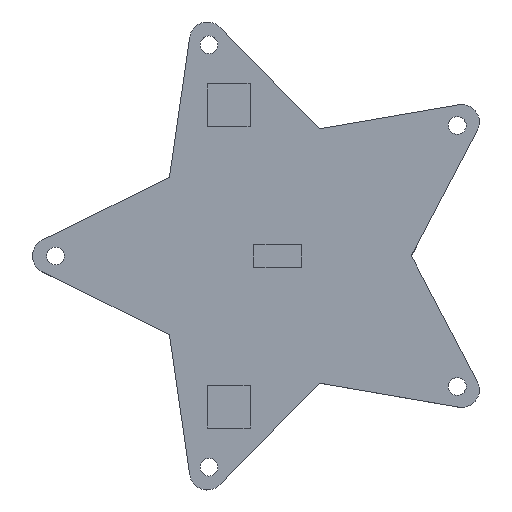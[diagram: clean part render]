
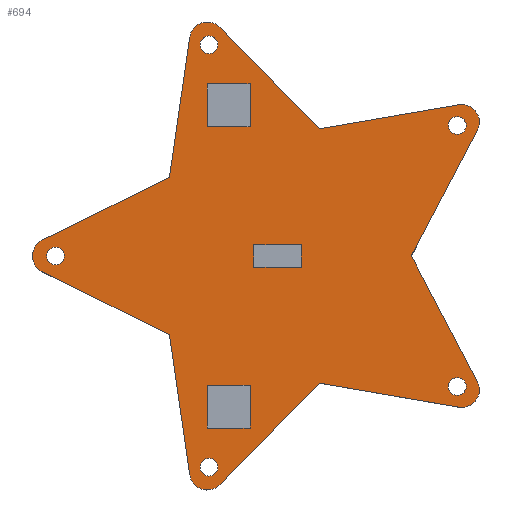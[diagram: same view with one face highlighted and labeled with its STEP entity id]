
A CAD part, top view. The second image highlights one B-rep face of the part: STEP entity #694.
In plain terms, the highlighted planar face has unit normal (0, 0, 1).
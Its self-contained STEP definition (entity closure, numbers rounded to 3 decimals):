
#40=FACE_BOUND('',#137,.T.);
#41=FACE_BOUND('',#138,.T.);
#42=FACE_BOUND('',#139,.T.);
#43=FACE_BOUND('',#140,.T.);
#44=FACE_BOUND('',#141,.T.);
#45=FACE_BOUND('',#142,.T.);
#46=FACE_BOUND('',#143,.T.);
#64=PLANE('',#794);
#100=FACE_OUTER_BOUND('',#136,.T.);
#136=EDGE_LOOP('',(#558,#559,#560,#561,#562,#563,#564,#565,#566,#567,#568,
#569,#570,#571,#572));
#137=EDGE_LOOP('',(#573));
#138=EDGE_LOOP('',(#574));
#139=EDGE_LOOP('',(#575));
#140=EDGE_LOOP('',(#576));
#141=EDGE_LOOP('',(#577));
#142=EDGE_LOOP('',(#578));
#143=EDGE_LOOP('',(#579));
#174=LINE('',#1079,#240);
#177=LINE('',#1085,#243);
#181=LINE('',#1097,#247);
#184=LINE('',#1103,#250);
#188=LINE('',#1115,#254);
#191=LINE('',#1121,#257);
#195=LINE('',#1133,#261);
#198=LINE('',#1139,#264);
#202=LINE('',#1151,#268);
#205=LINE('',#1155,#271);
#240=VECTOR('',#881,10.);
#243=VECTOR('',#886,10.);
#247=VECTOR('',#898,10.);
#250=VECTOR('',#903,10.);
#254=VECTOR('',#915,10.);
#257=VECTOR('',#920,10.);
#261=VECTOR('',#932,10.);
#264=VECTOR('',#937,10.);
#268=VECTOR('',#949,10.);
#271=VECTOR('',#954,10.);
#297=CIRCLE('',#750,1.2);
#299=CIRCLE('',#753,0.5);
#301=CIRCLE('',#756,0.5);
#303=CIRCLE('',#759,0.5);
#305=CIRCLE('',#762,0.5);
#307=CIRCLE('',#765,0.5);
#309=CIRCLE('',#768,1.2);
#311=CIRCLE('',#771,1.);
#313=CIRCLE('',#776,1.);
#315=CIRCLE('',#781,1.);
#317=CIRCLE('',#786,1.);
#319=CIRCLE('',#791,1.);
#321=VERTEX_POINT('',#1027);
#323=VERTEX_POINT('',#1033);
#325=VERTEX_POINT('',#1039);
#327=VERTEX_POINT('',#1045);
#329=VERTEX_POINT('',#1051);
#331=VERTEX_POINT('',#1057);
#333=VERTEX_POINT('',#1063);
#336=VERTEX_POINT('',#1070);
#337=VERTEX_POINT('',#1072);
#339=VERTEX_POINT('',#1078);
#341=VERTEX_POINT('',#1084);
#343=VERTEX_POINT('',#1090);
#345=VERTEX_POINT('',#1096);
#347=VERTEX_POINT('',#1102);
#349=VERTEX_POINT('',#1108);
#351=VERTEX_POINT('',#1114);
#353=VERTEX_POINT('',#1120);
#355=VERTEX_POINT('',#1126);
#357=VERTEX_POINT('',#1132);
#359=VERTEX_POINT('',#1138);
#361=VERTEX_POINT('',#1144);
#363=VERTEX_POINT('',#1150);
#382=EDGE_CURVE('',#321,#321,#297,.T.);
#385=EDGE_CURVE('',#323,#323,#299,.T.);
#388=EDGE_CURVE('',#325,#325,#301,.T.);
#391=EDGE_CURVE('',#327,#327,#303,.T.);
#394=EDGE_CURVE('',#329,#329,#305,.T.);
#397=EDGE_CURVE('',#331,#331,#307,.T.);
#400=EDGE_CURVE('',#333,#333,#309,.T.);
#403=EDGE_CURVE('',#337,#336,#311,.T.);
#406=EDGE_CURVE('',#339,#337,#174,.T.);
#409=EDGE_CURVE('',#341,#339,#177,.T.);
#412=EDGE_CURVE('',#343,#341,#313,.T.);
#415=EDGE_CURVE('',#345,#343,#181,.T.);
#418=EDGE_CURVE('',#347,#345,#184,.T.);
#421=EDGE_CURVE('',#349,#347,#315,.T.);
#424=EDGE_CURVE('',#351,#349,#188,.T.);
#427=EDGE_CURVE('',#353,#351,#191,.T.);
#430=EDGE_CURVE('',#355,#353,#317,.T.);
#433=EDGE_CURVE('',#357,#355,#195,.T.);
#436=EDGE_CURVE('',#359,#357,#198,.T.);
#439=EDGE_CURVE('',#361,#359,#319,.T.);
#442=EDGE_CURVE('',#363,#361,#202,.T.);
#445=EDGE_CURVE('',#336,#363,#205,.T.);
#558=ORIENTED_EDGE('',*,*,#445,.T.);
#559=ORIENTED_EDGE('',*,*,#442,.T.);
#560=ORIENTED_EDGE('',*,*,#439,.T.);
#561=ORIENTED_EDGE('',*,*,#436,.T.);
#562=ORIENTED_EDGE('',*,*,#433,.T.);
#563=ORIENTED_EDGE('',*,*,#430,.T.);
#564=ORIENTED_EDGE('',*,*,#427,.T.);
#565=ORIENTED_EDGE('',*,*,#424,.T.);
#566=ORIENTED_EDGE('',*,*,#421,.T.);
#567=ORIENTED_EDGE('',*,*,#418,.T.);
#568=ORIENTED_EDGE('',*,*,#415,.T.);
#569=ORIENTED_EDGE('',*,*,#412,.T.);
#570=ORIENTED_EDGE('',*,*,#409,.T.);
#571=ORIENTED_EDGE('',*,*,#406,.T.);
#572=ORIENTED_EDGE('',*,*,#403,.T.);
#573=ORIENTED_EDGE('',*,*,#382,.T.);
#574=ORIENTED_EDGE('',*,*,#385,.T.);
#575=ORIENTED_EDGE('',*,*,#388,.T.);
#576=ORIENTED_EDGE('',*,*,#391,.T.);
#577=ORIENTED_EDGE('',*,*,#394,.T.);
#578=ORIENTED_EDGE('',*,*,#397,.T.);
#579=ORIENTED_EDGE('',*,*,#400,.T.);
#694=ADVANCED_FACE('',(#100,#40,#41,#42,#43,#44,#45,#46),#64,.T.);
#750=AXIS2_PLACEMENT_3D('',#1029,#826,#827);
#753=AXIS2_PLACEMENT_3D('',#1035,#833,#834);
#756=AXIS2_PLACEMENT_3D('',#1041,#840,#841);
#759=AXIS2_PLACEMENT_3D('',#1047,#847,#848);
#762=AXIS2_PLACEMENT_3D('',#1053,#854,#855);
#765=AXIS2_PLACEMENT_3D('',#1059,#861,#862);
#768=AXIS2_PLACEMENT_3D('',#1065,#868,#869);
#771=AXIS2_PLACEMENT_3D('',#1073,#875,#876);
#776=AXIS2_PLACEMENT_3D('',#1091,#892,#893);
#781=AXIS2_PLACEMENT_3D('',#1109,#909,#910);
#786=AXIS2_PLACEMENT_3D('',#1127,#926,#927);
#791=AXIS2_PLACEMENT_3D('',#1145,#943,#944);
#794=AXIS2_PLACEMENT_3D('',#1156,#955,#956);
#826=DIRECTION('center_axis',(0.,0.,-1.));
#827=DIRECTION('ref_axis',(1.,0.,0.));
#833=DIRECTION('center_axis',(0.,0.,-1.));
#834=DIRECTION('ref_axis',(1.,0.,0.));
#840=DIRECTION('center_axis',(0.,0.,-1.));
#841=DIRECTION('ref_axis',(1.,0.,0.));
#847=DIRECTION('center_axis',(0.,0.,-1.));
#848=DIRECTION('ref_axis',(1.,0.,0.));
#854=DIRECTION('center_axis',(0.,0.,-1.));
#855=DIRECTION('ref_axis',(1.,0.,0.));
#861=DIRECTION('center_axis',(0.,0.,-1.));
#862=DIRECTION('ref_axis',(1.,0.,0.));
#868=DIRECTION('center_axis',(0.,0.,-1.));
#869=DIRECTION('ref_axis',(1.,0.,0.));
#875=DIRECTION('center_axis',(0.,0.,1.));
#876=DIRECTION('ref_axis',(-0.17,-0.985,0.));
#881=DIRECTION('',(0.986,-0.17,0.));
#886=DIRECTION('',(0.698,0.716,0.));
#892=DIRECTION('center_axis',(0.,0.,1.));
#893=DIRECTION('ref_axis',(-0.99,-0.143,0.));
#898=DIRECTION('',(0.144,-0.99,0.));
#903=DIRECTION('',(0.897,-0.443,0.));
#909=DIRECTION('center_axis',(0.,0.,1.));
#910=DIRECTION('ref_axis',(-0.443,0.897,0.));
#915=DIRECTION('',(-0.897,-0.443,0.));
#920=DIRECTION('',(-0.144,-0.99,0.));
#926=DIRECTION('center_axis',(0.,0.,1.));
#927=DIRECTION('ref_axis',(0.716,0.698,0.));
#932=DIRECTION('',(-0.698,0.716,0.));
#937=DIRECTION('',(-0.986,-0.17,0.));
#943=DIRECTION('center_axis',(0.,0.,1.));
#944=DIRECTION('ref_axis',(0.885,-0.465,0.));
#949=DIRECTION('',(0.466,0.885,0.));
#954=DIRECTION('',(-0.466,0.885,0.));
#955=DIRECTION('center_axis',(0.,0.,1.));
#956=DIRECTION('ref_axis',(1.,0.,0.));
#1027=CARTESIAN_POINT('',(16.057,11.553,1.57));
#1029=CARTESIAN_POINT('Origin',(17.257,11.553,1.57));
#1033=CARTESIAN_POINT('',(29.57,27.32,1.57));
#1035=CARTESIAN_POINT('Origin',(30.07,27.32,1.57));
#1039=CARTESIAN_POINT('',(7.05,20.,1.57));
#1041=CARTESIAN_POINT('Origin',(7.55,20.,1.57));
#1045=CARTESIAN_POINT('',(15.65,31.84,1.57));
#1047=CARTESIAN_POINT('Origin',(16.15,31.84,1.57));
#1051=CARTESIAN_POINT('',(15.65,8.16,1.57));
#1053=CARTESIAN_POINT('Origin',(16.15,8.16,1.57));
#1057=CARTESIAN_POINT('',(29.57,12.68,1.57));
#1059=CARTESIAN_POINT('Origin',(30.07,12.68,1.57));
#1063=CARTESIAN_POINT('',(16.053,28.447,1.57));
#1065=CARTESIAN_POINT('Origin',(17.253,28.447,1.57));
#1070=CARTESIAN_POINT('',(31.196,12.975,1.57));
#1072=CARTESIAN_POINT('',(30.141,11.524,1.57));
#1073=CARTESIAN_POINT('Origin',(30.311,12.51,1.57));
#1078=CARTESIAN_POINT('',(22.32,12.87,1.57));
#1079=CARTESIAN_POINT('',(22.32,12.87,1.57));
#1084=CARTESIAN_POINT('',(16.775,7.181,1.57));
#1085=CARTESIAN_POINT('',(16.775,7.181,1.57));
#1090=CARTESIAN_POINT('',(15.069,7.736,1.57));
#1091=CARTESIAN_POINT('Origin',(16.059,7.879,1.57));
#1096=CARTESIAN_POINT('',(13.93,15.59,1.57));
#1097=CARTESIAN_POINT('',(13.93,15.59,1.57));
#1102=CARTESIAN_POINT('',(6.816,19.103,1.57));
#1103=CARTESIAN_POINT('',(6.816,19.103,1.57));
#1108=CARTESIAN_POINT('',(6.816,20.897,1.57));
#1109=CARTESIAN_POINT('Origin',(7.259,20.,1.57));
#1114=CARTESIAN_POINT('',(13.93,24.41,1.57));
#1115=CARTESIAN_POINT('',(13.93,24.41,1.57));
#1120=CARTESIAN_POINT('',(15.069,32.264,1.57));
#1121=CARTESIAN_POINT('',(15.069,32.264,1.57));
#1126=CARTESIAN_POINT('',(16.775,32.819,1.57));
#1127=CARTESIAN_POINT('Origin',(16.059,32.121,1.57));
#1132=CARTESIAN_POINT('',(22.32,27.13,1.57));
#1133=CARTESIAN_POINT('',(22.32,27.13,1.57));
#1138=CARTESIAN_POINT('',(30.141,28.476,1.57));
#1139=CARTESIAN_POINT('',(30.141,28.476,1.57));
#1144=CARTESIAN_POINT('',(31.196,27.025,1.57));
#1145=CARTESIAN_POINT('Origin',(30.311,27.49,1.57));
#1150=CARTESIAN_POINT('',(27.5,20.,1.57));
#1151=CARTESIAN_POINT('',(27.5,20.,1.57));
#1155=CARTESIAN_POINT('',(31.196,12.975,1.57));
#1156=CARTESIAN_POINT('Origin',(18.785,20.,1.57));
